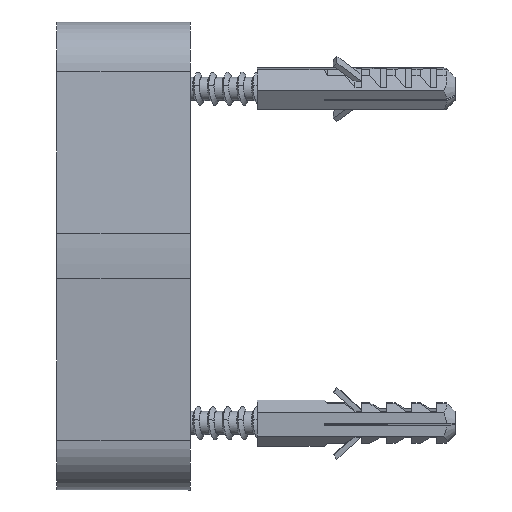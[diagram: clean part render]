
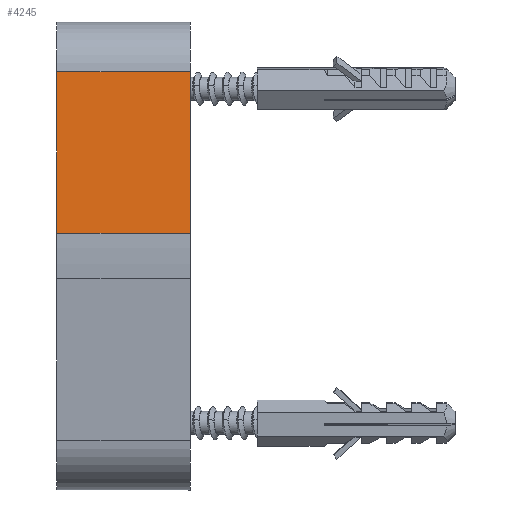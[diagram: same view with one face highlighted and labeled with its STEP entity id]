
A CAD part, left-side view. The second image highlights one B-rep face of the part: STEP entity #4245.
In plain terms, the highlighted planar face has unit normal (-0.998, 0, 0.068).
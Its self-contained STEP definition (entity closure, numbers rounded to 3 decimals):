
#63 = CARTESIAN_POINT ( 'NONE',  ( -42.342, 18.946, 25.438 ) ) ;
#92 = ORIENTED_EDGE ( 'NONE', *, *, #3134, .F. ) ;
#155 = DIRECTION ( 'NONE',  ( 0., -1., 0. ) ) ;
#577 = DIRECTION ( 'NONE',  ( 0., 1., 0. ) ) ;
#758 = CARTESIAN_POINT ( 'NONE',  ( -42.342, 18.946, 25.438 ) ) ;
#845 = ORIENTED_EDGE ( 'NONE', *, *, #10029, .F. ) ;
#1875 = CARTESIAN_POINT ( 'NONE',  ( -43.994, 38.946, 1.306 ) ) ;
#2295 = EDGE_CURVE ( 'NONE', #10458, #9064, #8357, .T. ) ;
#3134 = EDGE_CURVE ( 'NONE', #10169, #10458, #12071, .T. ) ;
#3344 = EDGE_CURVE ( 'NONE', #3962, #10169, #8335, .T. ) ;
#3717 = VECTOR ( 'NONE', #4383, 1000. ) ;
#3962 = VERTEX_POINT ( 'NONE', #7801 ) ;
#4245 = ADVANCED_FACE ( 'NONE', ( #12501 ), #8560, .F. ) ;
#4383 = DIRECTION ( 'NONE',  ( -0.068, 0., -0.998 ) ) ;
#4581 = ORIENTED_EDGE ( 'NONE', *, *, #2295, .F. ) ;
#5147 = CARTESIAN_POINT ( 'NONE',  ( -43.994, 18.946, 1.306 ) ) ;
#5252 = CARTESIAN_POINT ( 'NONE',  ( -42.342, 18.946, 25.438 ) ) ;
#6503 = CARTESIAN_POINT ( 'NONE',  ( -43.994, 38.946, 1.306 ) ) ;
#6661 = VECTOR ( 'NONE', #577, 1000. ) ;
#6877 = EDGE_LOOP ( 'NONE', ( #92, #11070, #845, #4581 ) ) ;
#7358 = AXIS2_PLACEMENT_3D ( 'NONE', #758, #12542, #10544 ) ;
#7767 = LINE ( 'NONE', #63, #10387 ) ;
#7801 = CARTESIAN_POINT ( 'NONE',  ( -42.342, 18.946, 25.438 ) ) ;
#8335 = LINE ( 'NONE', #5252, #3717 ) ;
#8357 = LINE ( 'NONE', #6503, #11311 ) ;
#8560 = PLANE ( 'NONE',  #7358 ) ;
#8942 = CARTESIAN_POINT ( 'NONE',  ( -42.342, 38.946, 25.438 ) ) ;
#9064 = VERTEX_POINT ( 'NONE', #8942 ) ;
#10029 = EDGE_CURVE ( 'NONE', #9064, #3962, #7767, .T. ) ;
#10169 = VERTEX_POINT ( 'NONE', #5147 ) ;
#10387 = VECTOR ( 'NONE', #155, 1000. ) ;
#10458 = VERTEX_POINT ( 'NONE', #1875 ) ;
#10544 = DIRECTION ( 'NONE',  ( 0.068, 0., 0.998 ) ) ;
#11070 = ORIENTED_EDGE ( 'NONE', *, *, #3344, .F. ) ;
#11311 = VECTOR ( 'NONE', #12509, 1000. ) ;
#12071 = LINE ( 'NONE', #12377, #6661 ) ;
#12377 = CARTESIAN_POINT ( 'NONE',  ( -43.994, 18.946, 1.306 ) ) ;
#12501 = FACE_OUTER_BOUND ( 'NONE', #6877, .T. ) ;
#12509 = DIRECTION ( 'NONE',  ( 0.068, 0., 0.998 ) ) ;
#12542 = DIRECTION ( 'NONE',  ( 0.998, 0., -0.068 ) ) ;
